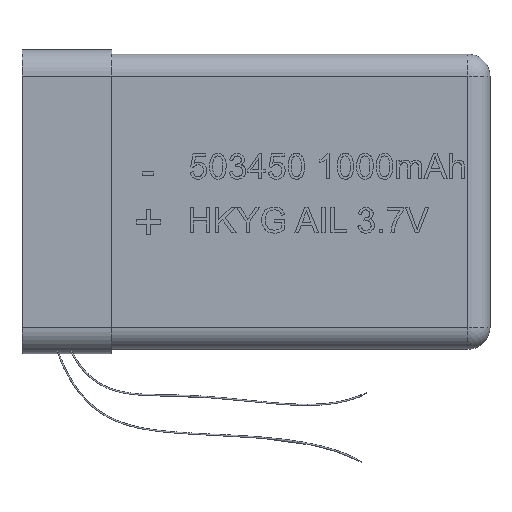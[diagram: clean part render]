
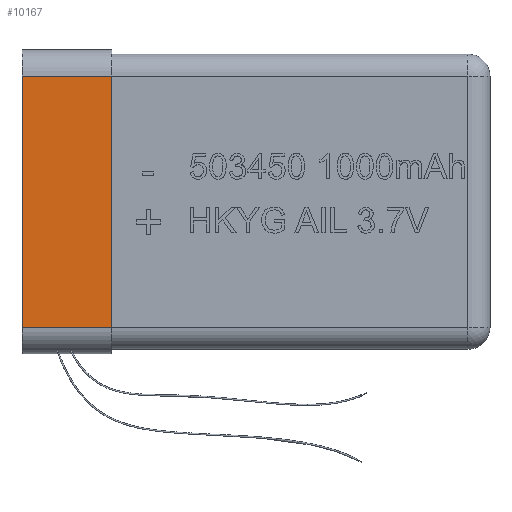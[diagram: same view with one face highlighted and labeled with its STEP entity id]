
A CAD part, top view. The second image highlights one B-rep face of the part: STEP entity #10167.
In plain terms, the highlighted face is planar.
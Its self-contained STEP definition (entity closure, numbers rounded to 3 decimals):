
#1004=FACE_OUTER_BOUND('',#1591,.T.);
#1591=EDGE_LOOP('',(#6775,#6776,#6777,#6778));
#2222=LINE('',#12865,#3193);
#2224=LINE('',#12871,#3195);
#2225=LINE('',#12873,#3196);
#2226=LINE('',#12874,#3197);
#3193=VECTOR('',#11165,10.);
#3195=VECTOR('',#11171,10.);
#3196=VECTOR('',#11172,10.);
#3197=VECTOR('',#11173,10.);
#4165=VERTEX_POINT('',#12862);
#4166=VERTEX_POINT('',#12864);
#4168=VERTEX_POINT('',#12870);
#4169=VERTEX_POINT('',#12872);
#5203=EDGE_CURVE('',#4165,#4166,#2222,.T.);
#5206=EDGE_CURVE('',#4168,#4165,#2224,.T.);
#5207=EDGE_CURVE('',#4169,#4168,#2225,.T.);
#5208=EDGE_CURVE('',#4166,#4169,#2226,.T.);
#6775=ORIENTED_EDGE('',*,*,#5206,.F.);
#6776=ORIENTED_EDGE('',*,*,#5207,.F.);
#6777=ORIENTED_EDGE('',*,*,#5208,.F.);
#6778=ORIENTED_EDGE('',*,*,#5203,.F.);
#9876=PLANE('',#10781);
#10167=ADVANCED_FACE('',(#1004),#9876,.T.);
#10781=AXIS2_PLACEMENT_3D('',#12869,#11169,#11170);
#11165=DIRECTION('',(-1.,0.,0.));
#11169=DIRECTION('center_axis',(0.,-1.,0.));
#11170=DIRECTION('ref_axis',(1.,0.,0.));
#11171=DIRECTION('',(0.,0.,-1.));
#11172=DIRECTION('',(1.,0.,0.));
#11173=DIRECTION('',(0.,0.,1.));
#12862=CARTESIAN_POINT('',(14.25,-3.,-9.7));
#12864=CARTESIAN_POINT('',(-14.25,-3.,-9.7));
#12865=CARTESIAN_POINT('',(14.25,-3.,-9.7));
#12869=CARTESIAN_POINT('Origin',(-14.25,-3.,0.));
#12870=CARTESIAN_POINT('',(14.25,-3.,0.5));
#12871=CARTESIAN_POINT('',(14.25,-3.,0.));
#12872=CARTESIAN_POINT('',(-14.25,-3.,0.5));
#12873=CARTESIAN_POINT('',(14.25,-3.,0.5));
#12874=CARTESIAN_POINT('',(-14.25,-3.,0.));
